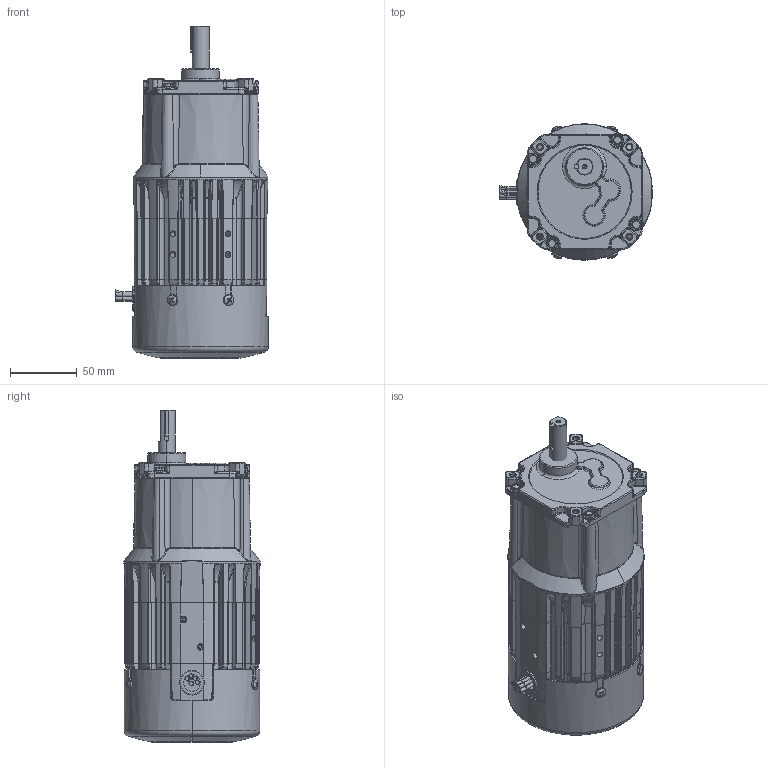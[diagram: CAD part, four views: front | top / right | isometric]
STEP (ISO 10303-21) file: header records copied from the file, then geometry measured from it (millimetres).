
FILE_DESCRIPTION (( 'STEP AP203' ), '1' );
FILE_NAME ('INFM0191.STEP', '2013-04-17T19:35:40', ( 'Admin' ), ( 'Bodine Electric Company' ), 'SwSTEP 2.0', 'SolidWorks 2012', '' );
FILE_SCHEMA (( 'CONFIG_CONTROL_DESIGN' ));
Length unit declared in the file: inch
Products named in the file (1): INFM0191
Bounding box: 114.77 x 102.49 x 249.52 mm (x, y, z)
Volume: 1003154.8 mm3; surface area: 188213.2 mm2
Topology: 23 solids, 23 shells, 2666 faces, 6666 edges, 4011 vertices
Faces by surface type: bspline 846, plane 667, cylinder 519, torus 300, cone 247, sphere 87
Entity records: 110161 total; most frequent: CARTESIAN_POINT 52745, ORIENTED_EDGE 13188, DIRECTION 10797, EDGE_CURVE 6594, AXIS2_PLACEMENT_3D 4585, VERTEX_POINT 4008, CIRCLE 2764, EDGE_LOOP 2762
